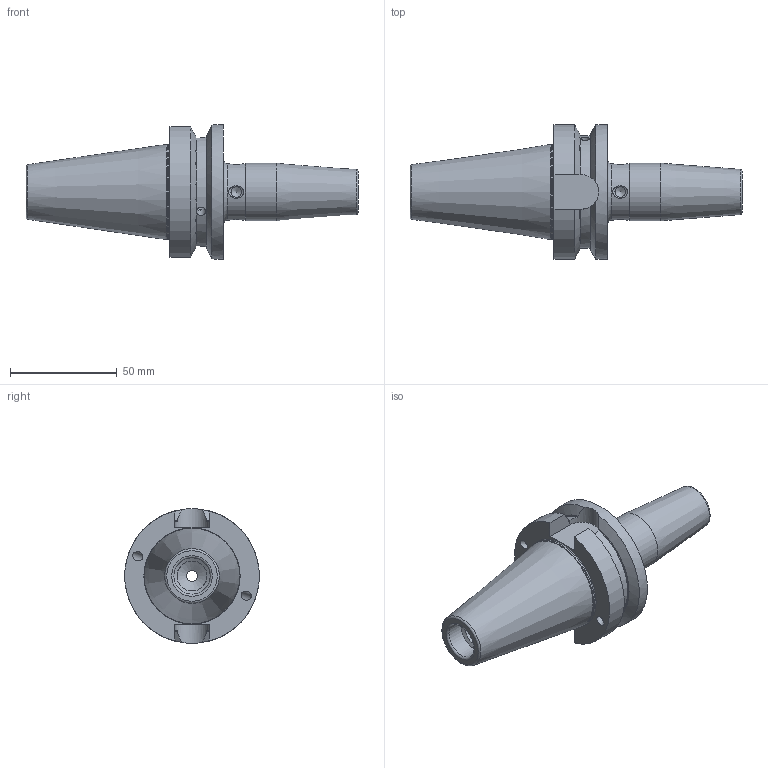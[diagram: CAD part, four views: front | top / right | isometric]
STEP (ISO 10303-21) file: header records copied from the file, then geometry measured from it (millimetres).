
FILE_DESCRIPTION((''),'2;1');
FILE_NAME('754021-02.stp','2014-03-24T15:29:50',('SCHUESSLER'),(''),'Autodesk Inventor 2012','Autodesk Inventor 2012','');
FILE_SCHEMA(('AUTOMOTIVE_DESIGN { 1 0 10303 214 1 1 1 1 }'));
Length unit declared in the file: millimetre
Products named in the file (1): 754021-02
Bounding box: 155.4 x 63 x 63 mm (x, y, z)
Volume: 147497.6 mm3; surface area: 29898.6 mm2
Topology: 1 solids, 1 shells, 69 faces, 179 edges, 113 vertices
Faces by surface type: cylinder 23, cone 19, plane 16, torus 11
Full cylindrical faces by diameter (mm): 4.2 x4, 4.917 x4, 5 x1, 8 x1, 8.3 x1, 14 x1, 17 x1, 26.4 x1, 27 x1, 44.25 x1, 63 x1
Entity records: 2182 total; most frequent: CARTESIAN_POINT 712, DIRECTION 294, ORIENTED_EDGE 252, AXIS2_PLACEMENT_3D 132, EDGE_CURVE 126, EDGE_LOOP 122, VERTEX_POINT 102, FACE_OUTER_BOUND 69
